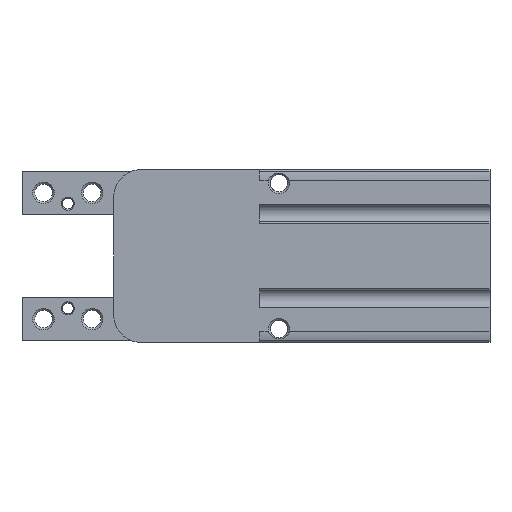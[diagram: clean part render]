
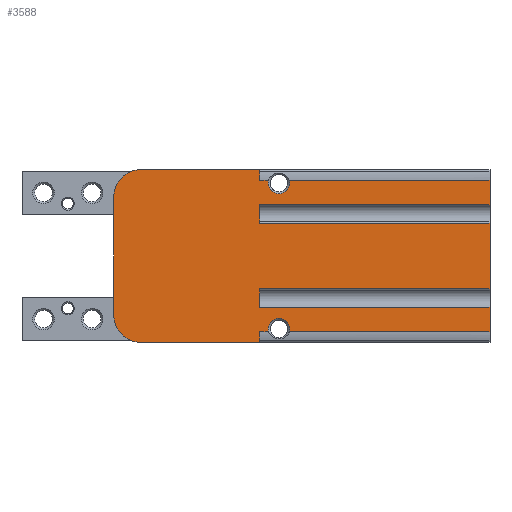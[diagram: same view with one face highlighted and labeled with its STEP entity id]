
A CAD part, left-side view. The second image highlights one B-rep face of the part: STEP entity #3588.
In plain terms, the highlighted planar face has unit normal (-1, 0, 0).
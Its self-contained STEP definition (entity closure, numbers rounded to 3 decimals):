
#226=LINE('',#5402,#517);
#237=LINE('',#5428,#528);
#264=LINE('',#5554,#555);
#266=LINE('',#5562,#557);
#293=LINE('',#5693,#584);
#295=LINE('',#5701,#586);
#308=LINE('',#5765,#599);
#313=LINE('',#5789,#604);
#337=LINE('',#5879,#628);
#351=LINE('',#5918,#642);
#353=LINE('',#5922,#644);
#354=LINE('',#5923,#645);
#355=LINE('',#5925,#646);
#356=LINE('',#5927,#647);
#357=LINE('',#5929,#648);
#358=LINE('',#5930,#649);
#359=LINE('',#5932,#650);
#360=LINE('',#5934,#651);
#517=VECTOR('',#4258,1000.);
#528=VECTOR('',#4275,1000.);
#555=VECTOR('',#4358,1000.);
#557=VECTOR('',#4364,1000.);
#584=VECTOR('',#4435,1000.);
#586=VECTOR('',#4441,1000.);
#599=VECTOR('',#4484,1000.);
#604=VECTOR('',#4503,1000.);
#628=VECTOR('',#4579,1000.);
#642=VECTOR('',#4611,1000.);
#644=VECTOR('',#4617,1000.);
#645=VECTOR('',#4618,1000.);
#646=VECTOR('',#4621,1000.);
#647=VECTOR('',#4622,1000.);
#648=VECTOR('',#4623,1000.);
#649=VECTOR('',#4624,1000.);
#650=VECTOR('',#4625,1000.);
#651=VECTOR('',#4626,1000.);
#1104=ORIENTED_EDGE('',*,*,#2074,.T.);
#1105=ORIENTED_EDGE('',*,*,#1915,.F.);
#1106=ORIENTED_EDGE('',*,*,#2075,.T.);
#1107=ORIENTED_EDGE('',*,*,#1849,.F.);
#1108=ORIENTED_EDGE('',*,*,#1867,.F.);
#1109=ORIENTED_EDGE('',*,*,#2072,.F.);
#1110=ORIENTED_EDGE('',*,*,#1864,.F.);
#1111=ORIENTED_EDGE('',*,*,#1862,.T.);
#1112=ORIENTED_EDGE('',*,*,#2076,.T.);
#1113=ORIENTED_EDGE('',*,*,#1960,.T.);
#1114=ORIENTED_EDGE('',*,*,#2077,.T.);
#1115=ORIENTED_EDGE('',*,*,#1964,.T.);
#1116=ORIENTED_EDGE('',*,*,#2001,.T.);
#1117=ORIENTED_EDGE('',*,*,#2078,.F.);
#1118=ORIENTED_EDGE('',*,*,#2079,.T.);
#1119=ORIENTED_EDGE('',*,*,#2080,.T.);
#1120=ORIENTED_EDGE('',*,*,#1989,.T.);
#1121=ORIENTED_EDGE('',*,*,#2081,.F.);
#1122=ORIENTED_EDGE('',*,*,#2082,.T.);
#1123=ORIENTED_EDGE('',*,*,#2083,.T.);
#1124=ORIENTED_EDGE('',*,*,#2051,.T.);
#1125=ORIENTED_EDGE('',*,*,#1911,.F.);
#1849=EDGE_CURVE('',#2362,#2363,#226,.T.);
#1862=EDGE_CURVE('',#2375,#2374,#237,.T.);
#1864=EDGE_CURVE('',#2375,#2376,#2711,.T.);
#1867=EDGE_CURVE('',#2377,#2362,#2712,.T.);
#1911=EDGE_CURVE('',#2414,#2416,#264,.T.);
#1915=EDGE_CURVE('',#2419,#2415,#266,.T.);
#1960=EDGE_CURVE('',#2456,#2454,#293,.T.);
#1964=EDGE_CURVE('',#2455,#2459,#295,.T.);
#1989=EDGE_CURVE('',#2480,#2479,#308,.T.);
#2001=EDGE_CURVE('',#2459,#2491,#313,.T.);
#2051=EDGE_CURVE('',#2532,#2416,#337,.T.);
#2072=EDGE_CURVE('',#2376,#2377,#351,.T.);
#2074=EDGE_CURVE('',#2414,#2415,#2787,.T.);
#2075=EDGE_CURVE('',#2419,#2363,#353,.T.);
#2076=EDGE_CURVE('',#2374,#2456,#354,.T.);
#2077=EDGE_CURVE('',#2454,#2455,#2788,.T.);
#2078=EDGE_CURVE('',#2548,#2491,#355,.T.);
#2079=EDGE_CURVE('',#2548,#2549,#356,.T.);
#2080=EDGE_CURVE('',#2549,#2480,#357,.T.);
#2081=EDGE_CURVE('',#2550,#2479,#358,.T.);
#2082=EDGE_CURVE('',#2550,#2551,#359,.T.);
#2083=EDGE_CURVE('',#2551,#2532,#360,.T.);
#2362=VERTEX_POINT('',#5401);
#2363=VERTEX_POINT('',#5403);
#2374=VERTEX_POINT('',#5427);
#2375=VERTEX_POINT('',#5429);
#2376=VERTEX_POINT('',#5433);
#2377=VERTEX_POINT('',#5437);
#2414=VERTEX_POINT('',#5552);
#2415=VERTEX_POINT('',#5553);
#2416=VERTEX_POINT('',#5555);
#2419=VERTEX_POINT('',#5561);
#2454=VERTEX_POINT('',#5691);
#2455=VERTEX_POINT('',#5692);
#2456=VERTEX_POINT('',#5694);
#2459=VERTEX_POINT('',#5700);
#2479=VERTEX_POINT('',#5764);
#2480=VERTEX_POINT('',#5766);
#2491=VERTEX_POINT('',#5788);
#2532=VERTEX_POINT('',#5880);
#2548=VERTEX_POINT('',#5926);
#2549=VERTEX_POINT('',#5928);
#2550=VERTEX_POINT('',#5931);
#2551=VERTEX_POINT('',#5933);
#2711=CIRCLE('',#3802,5.);
#2712=CIRCLE('',#3804,5.);
#2787=CIRCLE('',#3913,2.);
#2788=CIRCLE('',#3914,2.);
#2953=EDGE_LOOP('',(#1104,#1105,#1106,#1107,#1108,#1109,#1110,#1111,#1112,
#1113,#1114,#1115,#1116,#1117,#1118,#1119,#1120,#1121,#1122,#1123,#1124,
#1125));
#3234=FACE_BOUND('',#2953,.T.);
#3490=PLANE('',#3912);
#3588=ADVANCED_FACE('',(#3234),#3490,.F.);
#3802=AXIS2_PLACEMENT_3D('',#5432,#4279,#4280);
#3804=AXIS2_PLACEMENT_3D('',#5438,#4285,#4286);
#3912=AXIS2_PLACEMENT_3D('',#5920,#4613,#4614);
#3913=AXIS2_PLACEMENT_3D('',#5921,#4615,#4616);
#3914=AXIS2_PLACEMENT_3D('',#5924,#4619,#4620);
#4258=DIRECTION('',(0.,-1.,0.));
#4275=DIRECTION('',(0.,-1.,0.));
#4279=DIRECTION('',(1.,0.,0.));
#4280=DIRECTION('',(0.,0.,-1.));
#4285=DIRECTION('',(1.,0.,0.));
#4286=DIRECTION('',(0.,0.,-1.));
#4358=DIRECTION('',(0.,-1.,0.));
#4364=DIRECTION('',(0.,-1.,0.));
#4435=DIRECTION('',(0.,-1.,0.));
#4441=DIRECTION('',(0.,-1.,0.));
#4484=DIRECTION('',(0.,0.,1.));
#4503=DIRECTION('',(0.,0.,1.));
#4579=DIRECTION('',(0.,0.,1.));
#4611=DIRECTION('',(0.,0.,1.));
#4613=DIRECTION('',(1.,0.,0.));
#4614=DIRECTION('',(0.,0.,-1.));
#4615=DIRECTION('',(1.,0.,0.));
#4616=DIRECTION('',(0.,0.,-1.));
#4617=DIRECTION('',(0.,0.,1.));
#4618=DIRECTION('',(0.,0.,1.));
#4619=DIRECTION('',(1.,0.,0.));
#4620=DIRECTION('',(0.,0.,-1.));
#4621=DIRECTION('',(0.,-1.,0.));
#4622=DIRECTION('',(0.,0.,1.));
#4623=DIRECTION('',(0.,-1.,0.));
#4624=DIRECTION('',(0.,-1.,0.));
#4625=DIRECTION('',(0.,0.,1.));
#4626=DIRECTION('',(0.,-1.,0.));
#5401=CARTESIAN_POINT('',(-10.,64.7,16.));
#5402=CARTESIAN_POINT('',(-10.,69.7,16.));
#5403=CARTESIAN_POINT('',(-10.,42.7,16.));
#5427=CARTESIAN_POINT('',(-10.,42.7,-16.));
#5428=CARTESIAN_POINT('',(-10.,69.7,-16.));
#5429=CARTESIAN_POINT('',(-10.,64.7,-16.));
#5432=CARTESIAN_POINT('',(-10.,64.7,-11.));
#5433=CARTESIAN_POINT('',(-10.,69.7,-11.));
#5437=CARTESIAN_POINT('',(-10.,69.7,11.));
#5438=CARTESIAN_POINT('',(-10.,64.7,11.));
#5552=CARTESIAN_POINT('',(-10.,37.164,14.));
#5553=CARTESIAN_POINT('',(-10.,41.036,14.));
#5554=CARTESIAN_POINT('',(-10.,42.7,14.));
#5555=CARTESIAN_POINT('',(-10.,0.,14.));
#5561=CARTESIAN_POINT('',(-10.,42.7,14.));
#5562=CARTESIAN_POINT('',(-10.,42.7,14.));
#5691=CARTESIAN_POINT('',(-10.,41.036,-14.));
#5692=CARTESIAN_POINT('',(-10.,37.164,-14.));
#5693=CARTESIAN_POINT('',(-10.,42.7,-14.));
#5694=CARTESIAN_POINT('',(-10.,42.7,-14.));
#5700=CARTESIAN_POINT('',(-10.,0.,-14.));
#5701=CARTESIAN_POINT('',(-10.,42.7,-14.));
#5764=CARTESIAN_POINT('',(-10.,0.,6.1));
#5765=CARTESIAN_POINT('',(-10.,0.,-16.));
#5766=CARTESIAN_POINT('',(-10.,0.,-6.1));
#5788=CARTESIAN_POINT('',(-10.,0.,-9.5));
#5789=CARTESIAN_POINT('',(-10.,0.,-16.));
#5879=CARTESIAN_POINT('',(-10.,0.,-16.));
#5880=CARTESIAN_POINT('',(-10.,0.,9.5));
#5918=CARTESIAN_POINT('',(-10.,69.7,-16.));
#5920=CARTESIAN_POINT('',(-10.,69.7,-16.));
#5921=CARTESIAN_POINT('',(-10.,39.1,13.5));
#5922=CARTESIAN_POINT('',(-10.,42.7,-16.));
#5923=CARTESIAN_POINT('',(-10.,42.7,-16.));
#5924=CARTESIAN_POINT('',(-10.,39.1,-13.5));
#5925=CARTESIAN_POINT('',(-10.,42.7,-9.5));
#5926=CARTESIAN_POINT('',(-10.,42.7,-9.5));
#5927=CARTESIAN_POINT('',(-10.,42.7,-9.5));
#5928=CARTESIAN_POINT('',(-10.,42.7,-6.1));
#5929=CARTESIAN_POINT('',(-10.,42.7,-6.1));
#5930=CARTESIAN_POINT('',(-10.,42.7,6.1));
#5931=CARTESIAN_POINT('',(-10.,42.7,6.1));
#5932=CARTESIAN_POINT('',(-10.,42.7,6.1));
#5933=CARTESIAN_POINT('',(-10.,42.7,9.5));
#5934=CARTESIAN_POINT('',(-10.,42.7,9.5));
